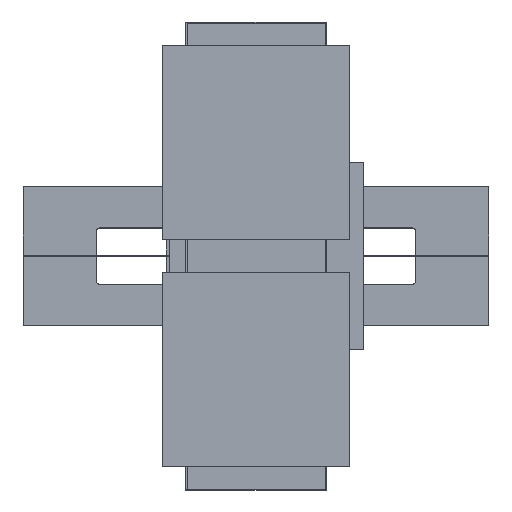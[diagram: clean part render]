
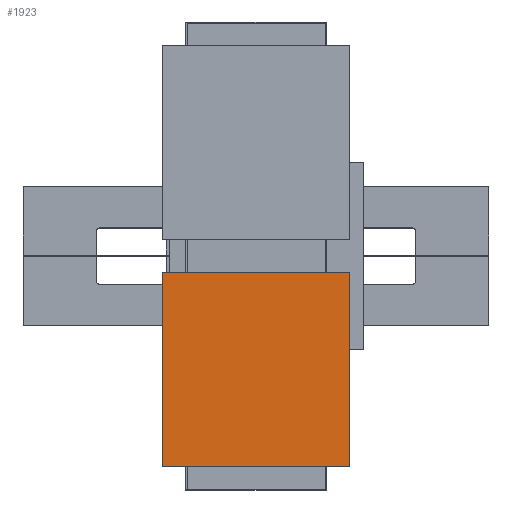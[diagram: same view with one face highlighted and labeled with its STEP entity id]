
A CAD part, top view. The second image highlights one B-rep face of the part: STEP entity #1923.
In plain terms, the highlighted planar face has unit normal (0, 0, 1).
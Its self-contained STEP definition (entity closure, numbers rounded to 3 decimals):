
#1923 = ADVANCED_FACE( '', ( #5096 ), #5097, .T. );
#5096 = FACE_OUTER_BOUND( '', #8607, .T. );
#5097 = PLANE( '', #8608 );
#8607 = EDGE_LOOP( '', ( #22576, #22577, #22578, #22579 ) );
#8608 = AXIS2_PLACEMENT_3D( '', #22580, #22581, #22582 );
#22576 = ORIENTED_EDGE( '', *, *, #26651, .T. );
#22577 = ORIENTED_EDGE( '', *, *, #26688, .T. );
#22578 = ORIENTED_EDGE( '', *, *, #26692, .T. );
#22579 = ORIENTED_EDGE( '', *, *, #26683, .T. );
#22580 = CARTESIAN_POINT( '', ( -92.5, -100., 59. ) );
#22581 = DIRECTION( '', ( 0., 0., 1. ) );
#22582 = DIRECTION( '', ( 1., 0., 0. ) );
#26651 = EDGE_CURVE( '', #33250, #33248, #33251, .T. );
#26683 = EDGE_CURVE( '', #33307, #33250, #33308, .T. );
#26688 = EDGE_CURVE( '', #33248, #33314, #33316, .T. );
#26692 = EDGE_CURVE( '', #33314, #33307, #33322, .T. );
#33248 = VERTEX_POINT( '', #46497 );
#33250 = VERTEX_POINT( '', #46500 );
#33251 = LINE( '', #46501, #46502 );
#33307 = VERTEX_POINT( '', #46578 );
#33308 = LINE( '', #46579, #46580 );
#33314 = VERTEX_POINT( '', #46588 );
#33316 = LINE( '', #46591, #46592 );
#33322 = LINE( '', #46600, #46601 );
#46497 = CARTESIAN_POINT( '', ( -92.5, -100., 59. ) );
#46500 = CARTESIAN_POINT( '', ( -92.5, 100., 59. ) );
#46501 = CARTESIAN_POINT( '', ( -92.5, 100., 59. ) );
#46502 = VECTOR( '', #51011, 1000. );
#46578 = CARTESIAN_POINT( '', ( 115., 100., 59. ) );
#46579 = CARTESIAN_POINT( '', ( 115., 100., 59. ) );
#46580 = VECTOR( '', #51065, 1000. );
#46588 = CARTESIAN_POINT( '', ( 115., -100., 59. ) );
#46591 = CARTESIAN_POINT( '', ( -92.5, -100., 59. ) );
#46592 = VECTOR( '', #51072, 1000. );
#46600 = CARTESIAN_POINT( '', ( 115., -100., 59. ) );
#46601 = VECTOR( '', #51078, 1000. );
#51011 = DIRECTION( '', ( 0., -1., 0. ) );
#51065 = DIRECTION( '', ( -1., 0., 0. ) );
#51072 = DIRECTION( '', ( 1., 0., 0. ) );
#51078 = DIRECTION( '', ( 0., 1., 0. ) );
